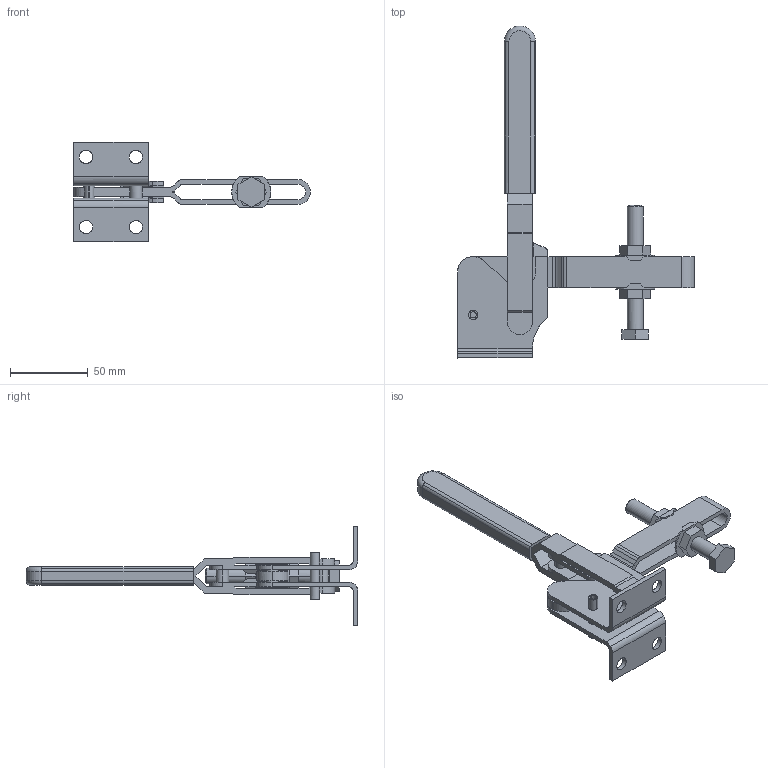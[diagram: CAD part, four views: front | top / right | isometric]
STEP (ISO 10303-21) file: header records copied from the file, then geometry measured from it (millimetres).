
FILE_DESCRIPTION(('CATIA V5 STEP Exchange'),'2;1');
FILE_NAME('VERTIKALSPANNER_TS_V_360_UB_357864.stp','2018-08-16T12:08:50+00:00',('none'),('none'),'CATIA Version 5 Release 19 SP 9 (IN-10)','CATIA V5 STEP AP214','none');
FILE_SCHEMA(('AUTOMOTIVE_DESIGN { 1 0 10303 214 1 1 1 1 }'));
Length unit declared in the file: millimetre
Products named in the file (1): VERTIKALSPANNER_TS_V_360_UB_357864
Bounding box: 152 x 213 x 64 mm (x, y, z)
Volume: 95843.5 mm3; surface area: 51726.6 mm2
Topology: 1 solids, 1 shells, 267 faces, 763 edges, 494 vertices
Faces by surface type: plane 148, cylinder 115, torus 2, cone 2
Entity records: 9561 total; most frequent: CARTESIAN_POINT 2816, ORIENTED_EDGE 1510, DIRECTION 1148, EDGE_CURVE 755, VECTOR 495, LINE 495, VERTEX_POINT 490, AXIS2_PLACEMENT_3D 407
